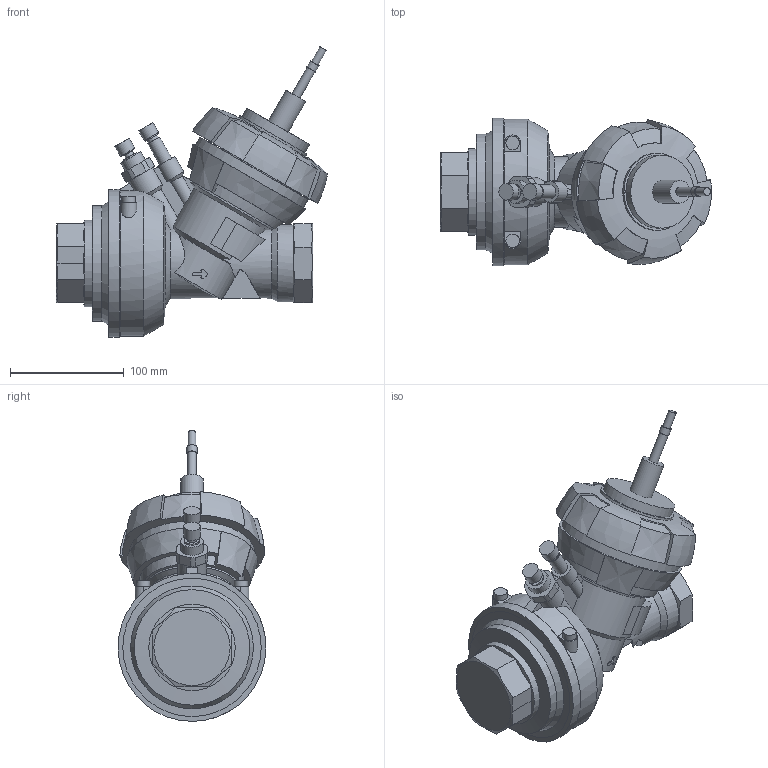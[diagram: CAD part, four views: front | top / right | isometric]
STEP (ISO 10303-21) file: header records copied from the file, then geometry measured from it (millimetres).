
FILE_DESCRIPTION( ( 'Unknown' ), '1' );
FILE_NAME( '22202-001050_TA-FUSION-P-50.stp', 'Unknown', ( 'Unknown' ), ( 'Unknown' ), 'PSStep 14.0', 'Unknown', ' ' );
FILE_SCHEMA( ( 'AUTOMOTIVE_DESIGN { 1 0 10303 214 1 1 1 1 }' ) );
Length unit declared in the file: millimetre
Products named in the file (1): 31047101
Bounding box: 238.35 x 129.92 x 255.5 mm (x, y, z)
Volume: 2150819.7 mm3; surface area: 152879.6 mm2
Topology: 1 solids, 1 shells, 211 faces, 557 edges, 370 vertices
Faces by surface type: plane 101, cylinder 61, cone 39, bspline 6, extrusion 3, torus 1
Full cylindrical faces by diameter (mm): 6.85 x1, 8 x1, 8.2 x1, 8.9 x1, 10 x2, 11.8 x2, 12 x1, 13.6 x1, 13.8 x1, 14.5 x2, 18 x1, 20 x2, 25.5 x1, 64 x1, 66.2 x1, 68 x2, 69.2 x1, 76 x1, 101.5 x1, 110 x1, 121.6 x1, 130 x1
Entity records: 9530 total; most frequent: CARTESIAN_POINT 2953, ORIENTED_EDGE 996, DIRECTION 982, EDGE_CURVE 498, AXIS2_PLACEMENT_3D 408, VERTEX_POINT 350, EDGE_LOOP 276, FACE_OUTER_BOUND 240
